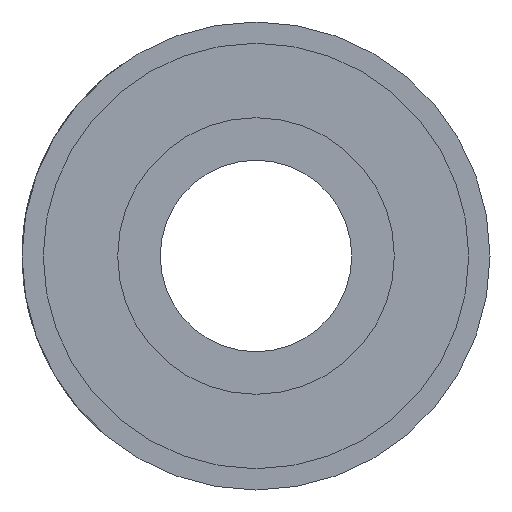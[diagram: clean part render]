
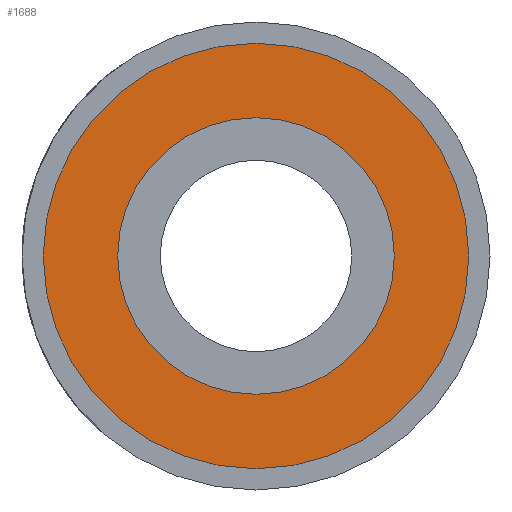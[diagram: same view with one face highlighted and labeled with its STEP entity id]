
A CAD part, left-side view. The second image highlights one B-rep face of the part: STEP entity #1688.
In plain terms, the highlighted planar face has unit normal (-1, 0, 0).
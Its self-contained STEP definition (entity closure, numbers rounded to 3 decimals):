
#294 = DIRECTION ( 'NONE',  ( 0., 0., 1. ) ) ;
#325 = VERTEX_POINT ( 'NONE', #1335 ) ;
#446 = CARTESIAN_POINT ( 'NONE',  ( 0., 0., 0. ) ) ;
#554 = EDGE_CURVE ( 'NONE', #4475, #325, #1906, .T. ) ;
#836 = CARTESIAN_POINT ( 'NONE',  ( 0., 0., 0. ) ) ;
#845 = AXIS2_PLACEMENT_3D ( 'NONE', #2596, #6268, #7611 ) ;
#928 = CARTESIAN_POINT ( 'NONE',  ( 0., 0., 10. ) ) ;
#1153 = DIRECTION ( 'NONE',  ( 0., 0., 1. ) ) ;
#1335 = CARTESIAN_POINT ( 'NONE',  ( 0., 0., -10. ) ) ;
#1688 = ADVANCED_FACE ( 'NONE', ( #6308, #4514 ), #3220, .F. ) ;
#1845 = CARTESIAN_POINT ( 'NONE',  ( 0., 0., -6.5 ) ) ;
#1906 = CIRCLE ( 'NONE', #6832, 10. ) ;
#2197 = CARTESIAN_POINT ( 'NONE',  ( 0., 0., 0. ) ) ;
#2400 = DIRECTION ( 'NONE',  ( -1., 0., 0. ) ) ;
#2596 = CARTESIAN_POINT ( 'NONE',  ( 0., 0., 0. ) ) ;
#2651 = ORIENTED_EDGE ( 'NONE', *, *, #4745, .F. ) ;
#2711 = CIRCLE ( 'NONE', #7379, 10. ) ;
#3161 = EDGE_CURVE ( 'NONE', #325, #4475, #2711, .T. ) ;
#3220 = PLANE ( 'NONE',  #845 ) ;
#3244 = AXIS2_PLACEMENT_3D ( 'NONE', #2197, #4108, #6649 ) ;
#3462 = DIRECTION ( 'NONE',  ( -1., 0., 0. ) ) ;
#3613 = VERTEX_POINT ( 'NONE', #7770 ) ;
#3662 = AXIS2_PLACEMENT_3D ( 'NONE', #4088, #3462, #294 ) ;
#3870 = DIRECTION ( 'NONE',  ( -1., 0., 0. ) ) ;
#4088 = CARTESIAN_POINT ( 'NONE',  ( 0., 0., 0. ) ) ;
#4108 = DIRECTION ( 'NONE',  ( -1., 0., 0. ) ) ;
#4115 = EDGE_LOOP ( 'NONE', ( #2651, #7697 ) ) ;
#4475 = VERTEX_POINT ( 'NONE', #928 ) ;
#4514 = FACE_OUTER_BOUND ( 'NONE', #7247, .T. ) ;
#4669 = DIRECTION ( 'NONE',  ( 0., 0., 1. ) ) ;
#4745 = EDGE_CURVE ( 'NONE', #3613, #5809, #7257, .T. ) ;
#5117 = CIRCLE ( 'NONE', #3662, 6.5 ) ;
#5720 = ORIENTED_EDGE ( 'NONE', *, *, #554, .T. ) ;
#5809 = VERTEX_POINT ( 'NONE', #1845 ) ;
#6268 = DIRECTION ( 'NONE',  ( 1., 0., 0. ) ) ;
#6278 = EDGE_CURVE ( 'NONE', #5809, #3613, #5117, .T. ) ;
#6308 = FACE_BOUND ( 'NONE', #4115, .T. ) ;
#6649 = DIRECTION ( 'NONE',  ( 0., 0., 1. ) ) ;
#6832 = AXIS2_PLACEMENT_3D ( 'NONE', #836, #3870, #4669 ) ;
#7247 = EDGE_LOOP ( 'NONE', ( #5720, #7740 ) ) ;
#7257 = CIRCLE ( 'NONE', #3244, 6.5 ) ;
#7379 = AXIS2_PLACEMENT_3D ( 'NONE', #446, #2400, #1153 ) ;
#7611 = DIRECTION ( 'NONE',  ( 0., 0., -1. ) ) ;
#7697 = ORIENTED_EDGE ( 'NONE', *, *, #6278, .F. ) ;
#7740 = ORIENTED_EDGE ( 'NONE', *, *, #3161, .T. ) ;
#7770 = CARTESIAN_POINT ( 'NONE',  ( 0., 0., 6.5 ) ) ;
